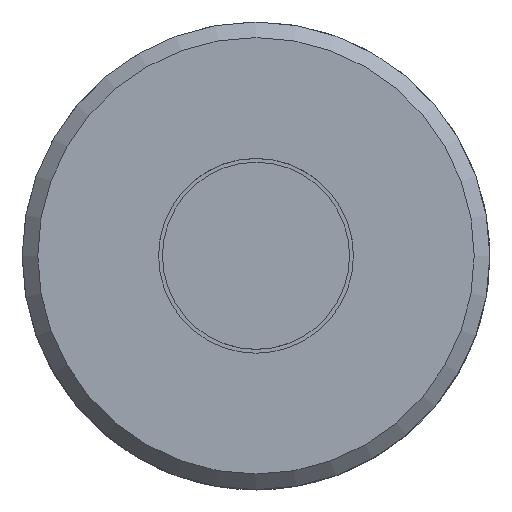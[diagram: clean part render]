
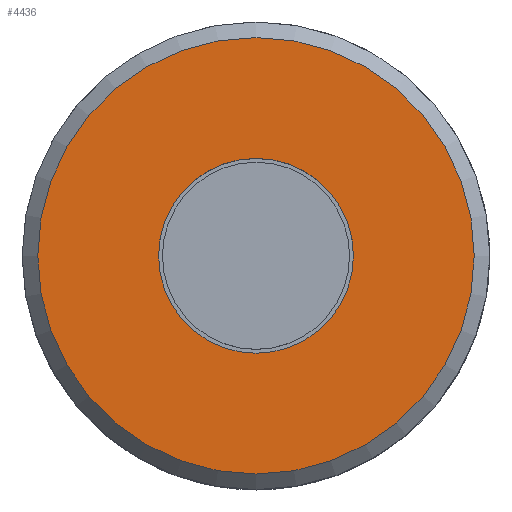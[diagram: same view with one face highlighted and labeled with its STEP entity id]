
A CAD part, top view. The second image highlights one B-rep face of the part: STEP entity #4436.
In plain terms, the highlighted planar face has unit normal (0, 0, 1).
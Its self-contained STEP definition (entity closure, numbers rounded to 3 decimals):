
#117=FACE_BOUND('',#665,.T.);
#190=PLANE('',#4740);
#379=FACE_OUTER_BOUND('',#664,.T.);
#664=EDGE_LOOP('',(#3162));
#665=EDGE_LOOP('',(#3163));
#1909=CIRCLE('',#4738,28.);
#1911=CIRCLE('',#4741,12.5);
#2100=VERTEX_POINT('',#6610);
#2102=VERTEX_POINT('',#6616);
#2521=EDGE_CURVE('',#2100,#2100,#1909,.T.);
#2524=EDGE_CURVE('',#2102,#2102,#1911,.T.);
#3162=ORIENTED_EDGE('',*,*,#2521,.F.);
#3163=ORIENTED_EDGE('',*,*,#2524,.T.);
#4436=ADVANCED_FACE('',(#379,#117),#190,.T.);
#4738=AXIS2_PLACEMENT_3D('',#6611,#5216,#5217);
#4740=AXIS2_PLACEMENT_3D('',#6615,#5221,#5222);
#4741=AXIS2_PLACEMENT_3D('',#6617,#5223,#5224);
#5216=DIRECTION('center_axis',(0.,0.,-1.));
#5217=DIRECTION('ref_axis',(1.,0.,0.));
#5221=DIRECTION('center_axis',(0.,0.,1.));
#5222=DIRECTION('ref_axis',(1.,0.,0.));
#5223=DIRECTION('center_axis',(0.,0.,-1.));
#5224=DIRECTION('ref_axis',(1.,0.,0.));
#6610=CARTESIAN_POINT('',(-28.,0.,15.4));
#6611=CARTESIAN_POINT('Origin',(0.,0.,15.4));
#6615=CARTESIAN_POINT('Origin',(0.,0.,15.4));
#6616=CARTESIAN_POINT('',(-12.5,0.,15.4));
#6617=CARTESIAN_POINT('Origin',(0.,0.,15.4));
